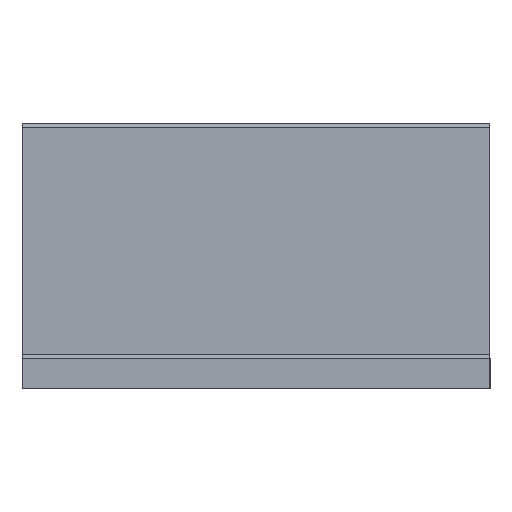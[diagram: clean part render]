
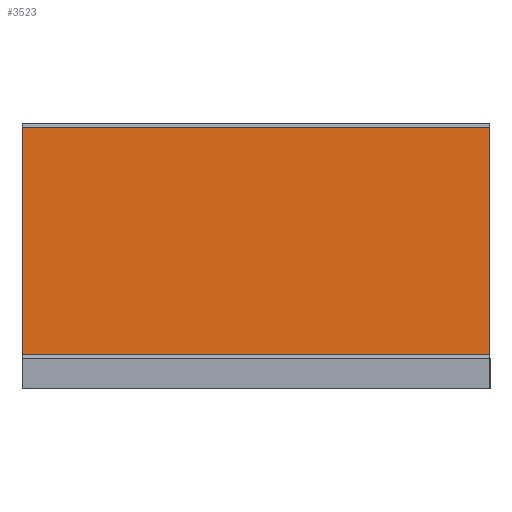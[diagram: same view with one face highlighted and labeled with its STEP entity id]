
A CAD part, left-side view. The second image highlights one B-rep face of the part: STEP entity #3523.
In plain terms, the highlighted planar face has unit normal (-1, 0, 0.003).
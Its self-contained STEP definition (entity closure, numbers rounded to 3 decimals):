
#36=PLANE($,#3748);
#180=LINE($,#5354,#540);
#181=LINE($,#5357,#541);
#182=LINE($,#5359,#542);
#183=LINE($,#5360,#543);
#540=VECTOR($,#4260,69.9);
#541=VECTOR($,#4263,34.003);
#542=VECTOR($,#4264,34.003);
#543=VECTOR($,#4265,69.9);
#880=FACE_OUTER_BOUND($,#1076,.T.);
#1076=EDGE_LOOP($,(#2459,#2460,#2461,#2462));
#1479=VERTEX_POINT($,#5350);
#1480=VERTEX_POINT($,#5352);
#1481=VERTEX_POINT($,#5356);
#1482=VERTEX_POINT($,#5358);
#1876=EDGE_CURVE($,#1479,#1480,#180,.T.);
#1877=EDGE_CURVE($,#1481,#1479,#181,.T.);
#1878=EDGE_CURVE($,#1482,#1480,#182,.T.);
#1879=EDGE_CURVE($,#1481,#1482,#183,.T.);
#2459=ORIENTED_EDGE($,*,*,#1877,.T.);
#2460=ORIENTED_EDGE($,*,*,#1876,.T.);
#2461=ORIENTED_EDGE($,*,*,#1878,.F.);
#2462=ORIENTED_EDGE($,*,*,#1879,.F.);
#3523=ADVANCED_FACE($,(#880),#36,.T.);
#3748=AXIS2_PLACEMENT_3D($,#5355,#4261,#4262);
#4260=DIRECTION($,(0.,-1.,0.));
#4261=DIRECTION('center_axis',(-1.,0.,
0.003));
#4262=DIRECTION('ref_axis',(-0.003,0.,-1.));
#4263=DIRECTION($,(-0.003,0.,-1.));
#4264=DIRECTION($,(-0.003,0.,-1.));
#4265=DIRECTION($,(0.,-1.,0.));
#5350=CARTESIAN_POINT('',(-49.6,34.95,5.));
#5352=CARTESIAN_POINT('',(-49.6,-34.95,5.));
#5354=CARTESIAN_POINT($,(-49.6,34.95,5.));
#5355=CARTESIAN_POINT('Origin',(-49.5,34.95,39.003));
#5356=CARTESIAN_POINT('',(-49.5,34.95,39.003));
#5357=CARTESIAN_POINT($,(-49.5,34.95,39.003));
#5358=CARTESIAN_POINT('',(-49.5,-34.95,39.003));
#5359=CARTESIAN_POINT($,(-49.5,-34.95,39.003));
#5360=CARTESIAN_POINT($,(-49.5,34.95,39.003));
